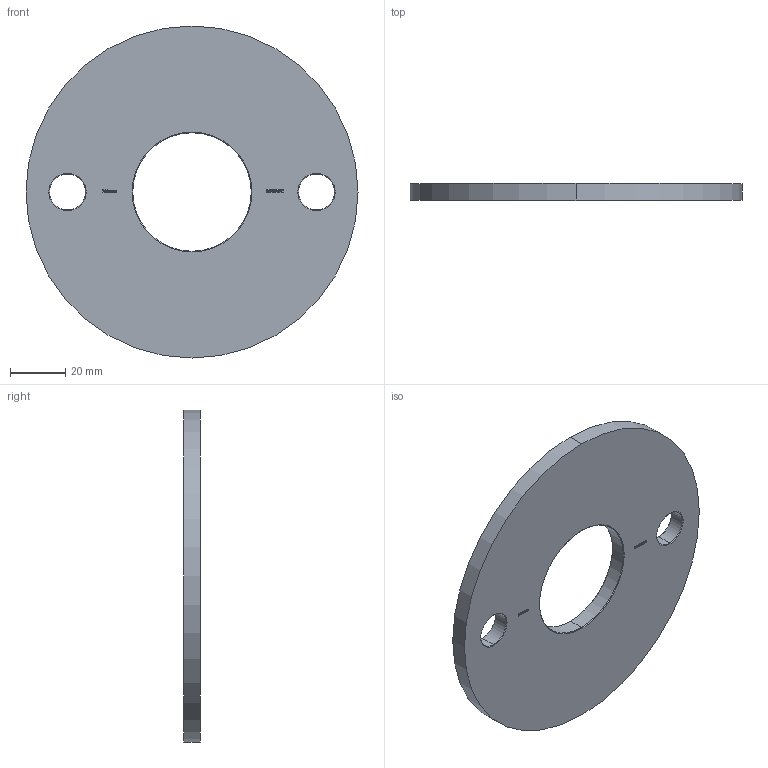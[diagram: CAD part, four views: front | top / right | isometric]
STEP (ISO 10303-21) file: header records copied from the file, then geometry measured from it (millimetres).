
FILE_DESCRIPTION (( 'STEP AP203' ), '1' );
FILE_NAME ('54302-240-R.step', '2020-10-21T10:55:02', ( '' ), ( '' ), 'SwSTEP 2.0', 'SolidWorks 2018', '' );
FILE_SCHEMA (( 'CONFIG_CONTROL_DESIGN' ));
Length unit declared in the file: millimetre
Products named in the file (2): 54302-240-R
Bounding box: 120 x 6 x 120 mm (x, y, z)
Volume: 57619.4 mm3; surface area: 22713.5 mm2
Topology: 1 solids, 1 shells, 274 faces, 723 edges, 478 vertices
Faces by surface type: plane 149, bspline 105, cone 12, cylinder 8
Entity records: 14404 total; most frequent: CARTESIAN_POINT 8150, ORIENTED_EDGE 1446, DIRECTION 883, EDGE_CURVE 723, LINE 485, VECTOR 485, VERTEX_POINT 478, EDGE_LOOP 307
